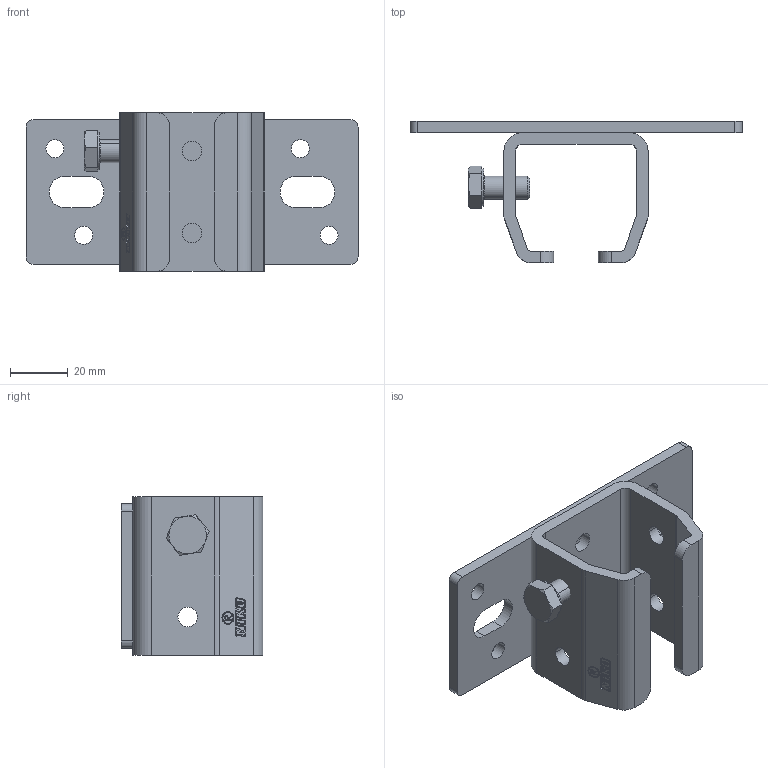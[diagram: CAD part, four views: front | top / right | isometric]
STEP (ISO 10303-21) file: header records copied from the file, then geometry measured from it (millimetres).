
FILE_DESCRIPTION (( 'STEP AP203' ), '1' );
FILE_NAME ('1.23.B02.STEP', '2019-05-28T05:28:02', ( '' ), ( '' ), 'SwSTEP 2.0', 'SolidWorks 2018', '' );
FILE_SCHEMA (( 'CONFIG_CONTROL_DESIGN' ));
Length unit declared in the file: millimetre
Products named in the file (1): 1.23.B02
Bounding box: 115 x 49 x 55 mm (x, y, z)
Volume: 53605.2 mm3; surface area: 31131.7 mm2
Topology: 3 solids, 3 shells, 267 faces, 699 edges, 459 vertices
Faces by surface type: plane 142, cylinder 92, cone 14, torus 8, sphere 6, bspline 5
Entity records: 8713 total; most frequent: CARTESIAN_POINT 1840, DIRECTION 1437, ORIENTED_EDGE 1398, EDGE_CURVE 699, AXIS2_PLACEMENT_3D 499, VERTEX_POINT 459, LINE 439, VECTOR 439
